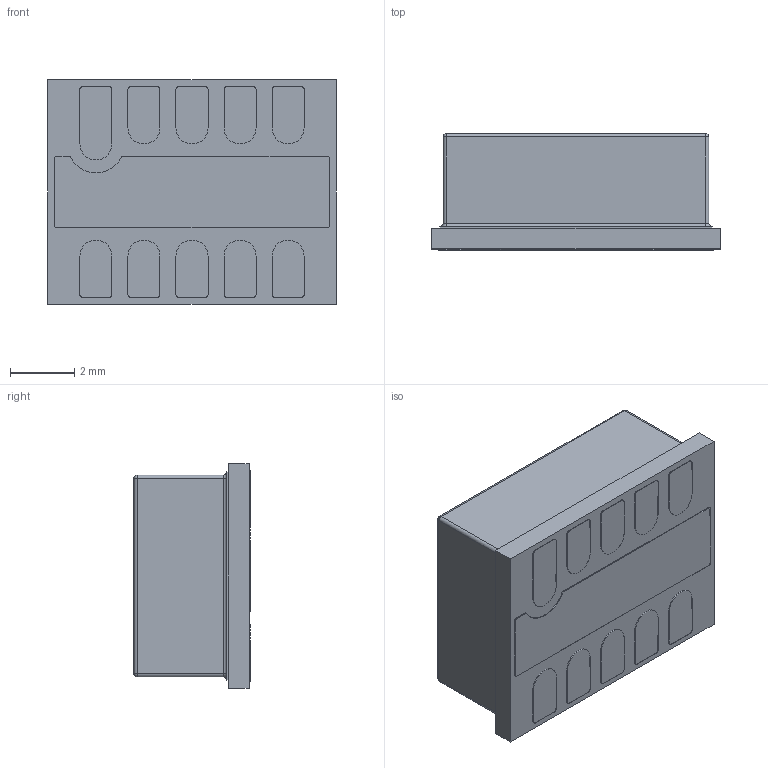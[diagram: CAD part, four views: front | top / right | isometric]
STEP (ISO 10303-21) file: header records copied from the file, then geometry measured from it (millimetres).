
FILE_DESCRIPTION(/* description */ (''),/* implementation_level */ '2;1');
FILE_NAME(/* name */ 'Ruby_9x7mm.stp',/* time_stamp */ '2023-01-16T13:17:25+02:00',/* author */ ('SiTime'),/* organization */ (''),/* preprocessor_version */ 'ST-DEVELOPER v19',/* originating_system */ 'Autodesk Inventor 2023',/* authorisation */ '');
FILE_SCHEMA (('AUTOMOTIVE_DESIGN { 1 0 10303 214 3 1 1 }'));
Length unit declared in the file: millimetre
Products named in the file (1): Ruby_9x7mm
Bounding box: 9 x 3.63 x 7 mm (x, y, z)
Volume: 196.4 mm3; surface area: 232.5 mm2
Topology: 1 solids, 1 shells, 465 faces, 1283 edges, 846 vertices
Faces by surface type: plane 389, cylinder 68, sphere 4, torus 4
Full cylindrical faces by diameter (mm): 0.091 x1, 0.123 x1, 0.3 x1
Entity records: 15153 total; most frequent: CARTESIAN_POINT 2595, ORIENTED_EDGE 2566, DIRECTION 2355, EDGE_CURVE 1283, LINE 1143, VECTOR 1143, VERTEX_POINT 846, AXIS2_PLACEMENT_3D 606
